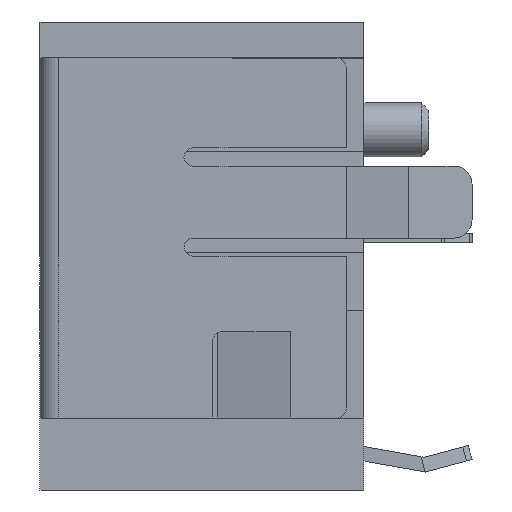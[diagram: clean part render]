
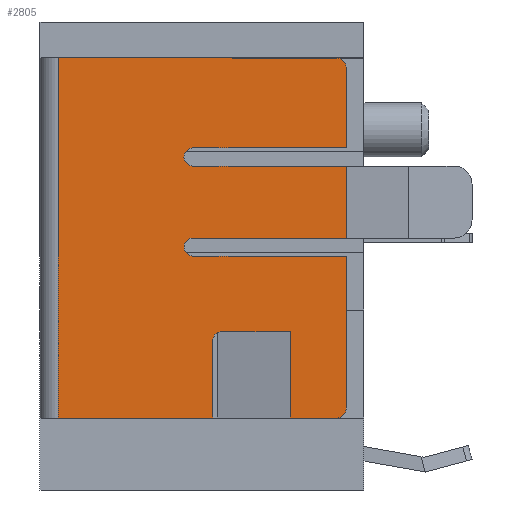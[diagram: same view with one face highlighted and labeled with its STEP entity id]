
A CAD part, left-side view. The second image highlights one B-rep face of the part: STEP entity #2805.
In plain terms, the highlighted planar face has unit normal (-1, 0, 0).
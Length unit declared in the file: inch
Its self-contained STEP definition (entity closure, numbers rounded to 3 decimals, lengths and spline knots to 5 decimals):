
#44=PLANE('',#2980);
#159=FACE_OUTER_BOUND('',#308,.T.);
#308=EDGE_LOOP('',(#1849,#1850,#1851,#1852,#1853,#1854,#1855,#1856,#1857,
#1858,#1859,#1860,#1861,#1862,#1863,#1864,#1865,#1866,#1867));
#475=LINE('',#4008,#787);
#476=LINE('',#4010,#788);
#477=LINE('',#4012,#789);
#478=LINE('',#4014,#790);
#479=LINE('',#4018,#791);
#480=LINE('',#4020,#792);
#481=LINE('',#4022,#793);
#482=LINE('',#4026,#794);
#483=LINE('',#4027,#795);
#484=LINE('',#4029,#796);
#485=LINE('',#4031,#797);
#486=LINE('',#4032,#798);
#487=LINE('',#4034,#799);
#488=LINE('',#4036,#800);
#787=VECTOR('',#3238,39.37008);
#788=VECTOR('',#3239,39.37008);
#789=VECTOR('',#3240,39.37008);
#790=VECTOR('',#3241,39.37008);
#791=VECTOR('',#3244,39.37008);
#792=VECTOR('',#3245,39.37008);
#793=VECTOR('',#3246,39.37008);
#794=VECTOR('',#3249,39.37008);
#795=VECTOR('',#3250,39.37008);
#796=VECTOR('',#3251,39.37008);
#797=VECTOR('',#3252,39.37008);
#798=VECTOR('',#3253,39.37008);
#799=VECTOR('',#3254,39.37008);
#800=VECTOR('',#3255,39.37008);
#1093=CIRCLE('',#2975,0.00984);
#1095=CIRCLE('',#2978,0.00984);
#1096=CIRCLE('',#2981,0.00984);
#1097=CIRCLE('',#2982,0.00984);
#1098=CIRCLE('',#2983,0.00984);
#1175=VERTEX_POINT('',#3982);
#1176=VERTEX_POINT('',#3984);
#1179=VERTEX_POINT('',#3991);
#1180=VERTEX_POINT('',#3993);
#1185=VERTEX_POINT('',#4006);
#1186=VERTEX_POINT('',#4007);
#1187=VERTEX_POINT('',#4009);
#1188=VERTEX_POINT('',#4011);
#1189=VERTEX_POINT('',#4013);
#1190=VERTEX_POINT('',#4015);
#1191=VERTEX_POINT('',#4017);
#1192=VERTEX_POINT('',#4019);
#1193=VERTEX_POINT('',#4021);
#1194=VERTEX_POINT('',#4023);
#1195=VERTEX_POINT('',#4025);
#1196=VERTEX_POINT('',#4028);
#1197=VERTEX_POINT('',#4030);
#1198=VERTEX_POINT('',#4033);
#1199=VERTEX_POINT('',#4035);
#1440=EDGE_CURVE('',#1175,#1176,#1093,.T.);
#1444=EDGE_CURVE('',#1179,#1180,#1095,.T.);
#1450=EDGE_CURVE('',#1185,#1186,#475,.T.);
#1451=EDGE_CURVE('',#1186,#1187,#476,.T.);
#1452=EDGE_CURVE('',#1188,#1187,#477,.T.);
#1453=EDGE_CURVE('',#1189,#1188,#478,.T.);
#1454=EDGE_CURVE('',#1190,#1189,#1096,.T.);
#1455=EDGE_CURVE('',#1191,#1190,#479,.T.);
#1456=EDGE_CURVE('',#1192,#1191,#480,.T.);
#1457=EDGE_CURVE('',#1193,#1192,#481,.T.);
#1458=EDGE_CURVE('',#1194,#1193,#1097,.T.);
#1459=EDGE_CURVE('',#1195,#1194,#482,.T.);
#1460=EDGE_CURVE('',#1176,#1195,#483,.T.);
#1461=EDGE_CURVE('',#1196,#1175,#484,.T.);
#1462=EDGE_CURVE('',#1197,#1196,#485,.T.);
#1463=EDGE_CURVE('',#1180,#1197,#486,.T.);
#1464=EDGE_CURVE('',#1198,#1179,#487,.T.);
#1465=EDGE_CURVE('',#1199,#1198,#488,.T.);
#1466=EDGE_CURVE('',#1185,#1199,#1098,.T.);
#1849=ORIENTED_EDGE('',*,*,#1450,.T.);
#1850=ORIENTED_EDGE('',*,*,#1451,.T.);
#1851=ORIENTED_EDGE('',*,*,#1452,.F.);
#1852=ORIENTED_EDGE('',*,*,#1453,.F.);
#1853=ORIENTED_EDGE('',*,*,#1454,.F.);
#1854=ORIENTED_EDGE('',*,*,#1455,.F.);
#1855=ORIENTED_EDGE('',*,*,#1456,.F.);
#1856=ORIENTED_EDGE('',*,*,#1457,.F.);
#1857=ORIENTED_EDGE('',*,*,#1458,.F.);
#1858=ORIENTED_EDGE('',*,*,#1459,.F.);
#1859=ORIENTED_EDGE('',*,*,#1460,.F.);
#1860=ORIENTED_EDGE('',*,*,#1440,.F.);
#1861=ORIENTED_EDGE('',*,*,#1461,.F.);
#1862=ORIENTED_EDGE('',*,*,#1462,.F.);
#1863=ORIENTED_EDGE('',*,*,#1463,.F.);
#1864=ORIENTED_EDGE('',*,*,#1444,.F.);
#1865=ORIENTED_EDGE('',*,*,#1464,.F.);
#1866=ORIENTED_EDGE('',*,*,#1465,.F.);
#1867=ORIENTED_EDGE('',*,*,#1466,.F.);
#2805=ADVANCED_FACE('',(#159),#44,.T.);
#2975=AXIS2_PLACEMENT_3D('',#3985,#3219,#3220);
#2978=AXIS2_PLACEMENT_3D('',#3994,#3227,#3228);
#2980=AXIS2_PLACEMENT_3D('',#4005,#3236,#3237);
#2981=AXIS2_PLACEMENT_3D('',#4016,#3242,#3243);
#2982=AXIS2_PLACEMENT_3D('',#4024,#3247,#3248);
#2983=AXIS2_PLACEMENT_3D('',#4037,#3256,#3257);
#3219=DIRECTION('center_axis',(-1.,0.,0.));
#3220=DIRECTION('ref_axis',(0.,1.,0.));
#3227=DIRECTION('center_axis',(-1.,0.,0.));
#3228=DIRECTION('ref_axis',(0.,-1.,0.));
#3236=DIRECTION('center_axis',(-1.,0.,0.));
#3237=DIRECTION('ref_axis',(0.,-1.,0.));
#3238=DIRECTION('',(0.,1.,0.));
#3239=DIRECTION('',(0.,0.,-1.));
#3240=DIRECTION('',(0.,1.,0.));
#3241=DIRECTION('',(0.,0.,-1.));
#3242=DIRECTION('center_axis',(-1.,0.,0.));
#3243=DIRECTION('ref_axis',(0.,-1.,0.));
#3244=DIRECTION('',(0.,1.,0.));
#3245=DIRECTION('',(0.,0.,1.));
#3246=DIRECTION('',(0.,1.,0.));
#3247=DIRECTION('center_axis',(1.,0.,0.));
#3248=DIRECTION('ref_axis',(0.,1.,0.));
#3249=DIRECTION('',(0.,0.,-1.));
#3250=DIRECTION('',(0.,-1.,0.));
#3251=DIRECTION('',(0.,1.,0.));
#3252=DIRECTION('',(0.,0.,-1.));
#3253=DIRECTION('',(0.,-1.,0.));
#3254=DIRECTION('',(0.,1.,0.));
#3255=DIRECTION('',(0.,0.,-1.));
#3256=DIRECTION('center_axis',(1.,0.,0.));
#3257=DIRECTION('ref_axis',(0.,1.,0.));
#3982=CARTESIAN_POINT('',(-0.19685,-0.00984,-0.23622));
#3984=CARTESIAN_POINT('',(-0.19685,-0.00984,-0.25591));
#3985=CARTESIAN_POINT('Origin',(-0.19685,-0.00984,
-0.24606));
#3991=CARTESIAN_POINT('',(-0.19685,-0.00984,-0.1378));
#3993=CARTESIAN_POINT('',(-0.19685,-0.00984,-0.15748));
#3994=CARTESIAN_POINT('Origin',(-0.19685,-0.00984,
-0.14764));
#4005=CARTESIAN_POINT('Origin',(-0.19685,0.14173,-0.03937));
#4006=CARTESIAN_POINT('',(-0.19685,-0.16732,-0.03937));
#4007=CARTESIAN_POINT('',(-0.19685,0.1378,-0.03937));
#4008=CARTESIAN_POINT('',(-0.19685,0.14173,-0.03937));
#4009=CARTESIAN_POINT('',(-0.19685,0.1378,-0.43307));
#4010=CARTESIAN_POINT('',(-0.19685,0.1378,-0.43307));
#4011=CARTESIAN_POINT('',(-0.19685,-0.0315,-0.43307));
#4012=CARTESIAN_POINT('',(-0.19685,0.14173,-0.43307));
#4013=CARTESIAN_POINT('',(-0.19685,-0.0315,-0.34843));
#4014=CARTESIAN_POINT('',(-0.19685,-0.0315,-0.43307));
#4015=CARTESIAN_POINT('',(-0.19685,-0.04134,-0.33858));
#4016=CARTESIAN_POINT('Origin',(-0.19685,-0.04134,
-0.34843));
#4017=CARTESIAN_POINT('',(-0.19685,-0.11614,-0.33858));
#4018=CARTESIAN_POINT('',(-0.19685,-0.12205,-0.33858));
#4019=CARTESIAN_POINT('',(-0.19685,-0.11614,-0.43307));
#4020=CARTESIAN_POINT('',(-0.19685,-0.11614,-0.43307));
#4021=CARTESIAN_POINT('',(-0.19685,-0.16732,-0.43307));
#4022=CARTESIAN_POINT('',(-0.19685,-0.16732,-0.43307));
#4023=CARTESIAN_POINT('',(-0.19685,-0.17717,-0.42323));
#4024=CARTESIAN_POINT('Origin',(-0.19685,-0.16732,-0.42323));
#4025=CARTESIAN_POINT('',(-0.19685,-0.17717,-0.25591));
#4026=CARTESIAN_POINT('',(-0.19685,-0.17717,-0.25591));
#4027=CARTESIAN_POINT('',(-0.19685,-0.00984,-0.25591));
#4028=CARTESIAN_POINT('',(-0.19685,-0.17717,-0.23622));
#4029=CARTESIAN_POINT('',(-0.19685,-0.17717,-0.23622));
#4030=CARTESIAN_POINT('',(-0.19685,-0.17717,-0.15748));
#4031=CARTESIAN_POINT('',(-0.19685,-0.17717,-0.15748));
#4032=CARTESIAN_POINT('',(-0.19685,-0.00984,-0.15748));
#4033=CARTESIAN_POINT('',(-0.19685,-0.17717,-0.1378));
#4034=CARTESIAN_POINT('',(-0.19685,-0.17717,-0.1378));
#4035=CARTESIAN_POINT('',(-0.19685,-0.17717,-0.04921));
#4036=CARTESIAN_POINT('',(-0.19685,-0.17717,-0.04921));
#4037=CARTESIAN_POINT('Origin',(-0.19685,-0.16732,-0.04921));
